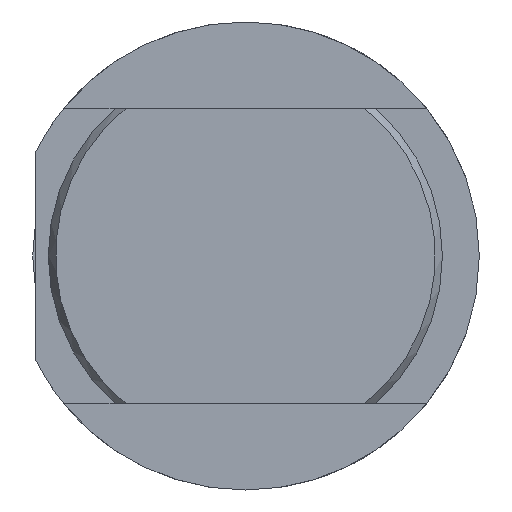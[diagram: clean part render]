
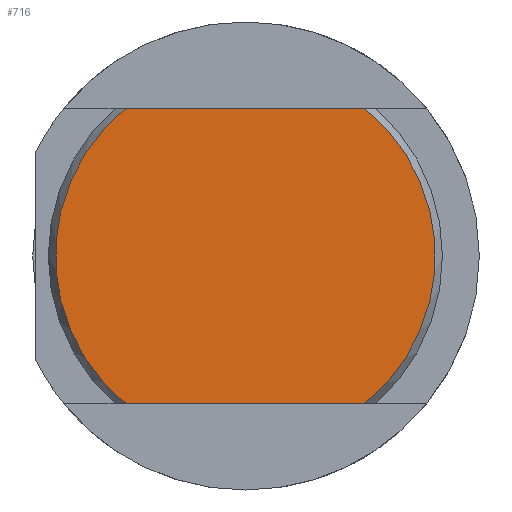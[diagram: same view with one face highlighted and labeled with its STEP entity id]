
A CAD part, left-side view. The second image highlights one B-rep face of the part: STEP entity #716.
In plain terms, the highlighted planar face has unit normal (-1, 0, 0).
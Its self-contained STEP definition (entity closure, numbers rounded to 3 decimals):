
#11 = ORIENTED_EDGE ( 'NONE', *, *, #462, .T. ) ;
#12 = ORIENTED_EDGE ( 'NONE', *, *, #470, .F. ) ;
#14 = ORIENTED_EDGE ( 'NONE', *, *, #468, .F. ) ;
#16 = ORIENTED_EDGE ( 'NONE', *, *, #469, .T. ) ;
#462 = EDGE_CURVE ( 'NONE', #1187, #1189, #3274, .T. ) ;
#468 = EDGE_CURVE ( 'NONE', #1187, #1195, #3279, .T. ) ;
#469 = EDGE_CURVE ( 'NONE', #1194, #1195, #3282, .T. ) ;
#470 = EDGE_CURVE ( 'NONE', #1194, #1189, #3276, .T. ) ;
#594 = AXIS2_PLACEMENT_3D ( 'NONE', #1949, #1959, #1961 ) ;
#603 = AXIS2_PLACEMENT_3D ( 'NONE', #1996, #2003, #2005 ) ;
#657 = AXIS2_PLACEMENT_3D ( 'NONE', #1680, #1685, #1687 ) ;
#716 = ADVANCED_FACE ( 'NONE', ( #3386 ), #1681, .F. ) ;
#1187 = VERTEX_POINT ( 'NONE', #2564 ) ;
#1189 = VERTEX_POINT ( 'NONE', #2566 ) ;
#1194 = VERTEX_POINT ( 'NONE', #2571 ) ;
#1195 = VERTEX_POINT ( 'NONE', #2572 ) ;
#1680 = CARTESIAN_POINT ( 'NONE',  ( 0., 0., 0. ) ) ;
#1681 = PLANE ( 'NONE',  #657 ) ;
#1685 = DIRECTION ( 'NONE',  ( 1., 0., 0. ) ) ;
#1687 = DIRECTION ( 'NONE',  ( 0., 0., -1. ) ) ;
#1949 = CARTESIAN_POINT ( 'NONE',  ( 0., 0., 0. ) ) ;
#1959 = DIRECTION ( 'NONE',  ( -1., 0., 0. ) ) ;
#1961 = DIRECTION ( 'NONE',  ( 0., 0., -1. ) ) ;
#1985 = CARTESIAN_POINT ( 'NONE',  ( 0., 7.365, 6. ) ) ;
#1996 = CARTESIAN_POINT ( 'NONE',  ( 0., 0., 0. ) ) ;
#1999 = DIRECTION ( 'NONE',  ( 0., -1., 0. ) ) ;
#2003 = DIRECTION ( 'NONE',  ( -1., 0., 0. ) ) ;
#2005 = DIRECTION ( 'NONE',  ( 0., 0., -1. ) ) ;
#2007 = CARTESIAN_POINT ( 'NONE',  ( 0., 7.365, -6. ) ) ;
#2009 = DIRECTION ( 'NONE',  ( 0., 1., 0. ) ) ;
#2564 = CARTESIAN_POINT ( 'NONE',  ( 0., 4.844, 6. ) ) ;
#2566 = CARTESIAN_POINT ( 'NONE',  ( 0., 4.844, -6. ) ) ;
#2571 = CARTESIAN_POINT ( 'NONE',  ( 0., -4.844, -6. ) ) ;
#2572 = CARTESIAN_POINT ( 'NONE',  ( 0., -4.844, 6. ) ) ;
#3206 = EDGE_LOOP ( 'NONE', ( #16, #14, #11, #12 ) ) ;
#3270 = VECTOR ( 'NONE', #2009, 1000. ) ;
#3271 = VECTOR ( 'NONE', #1999, 1000. ) ;
#3274 = CIRCLE ( 'NONE', #594, 7.711 ) ;
#3276 = LINE ( 'NONE', #2007, #3270 ) ;
#3279 = LINE ( 'NONE', #1985, #3271 ) ;
#3282 = CIRCLE ( 'NONE', #603, 7.711 ) ;
#3386 = FACE_OUTER_BOUND ( 'NONE', #3206, .T. ) ;
